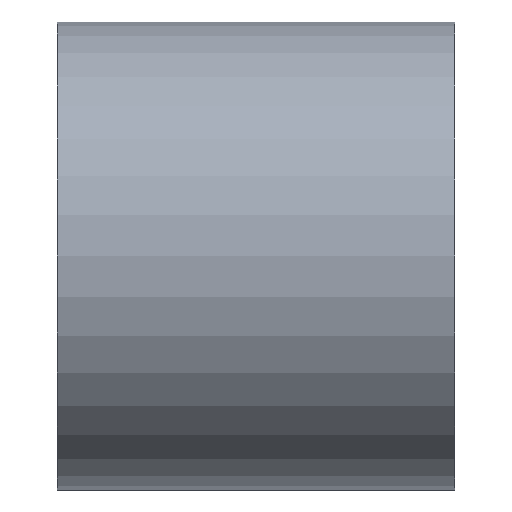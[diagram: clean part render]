
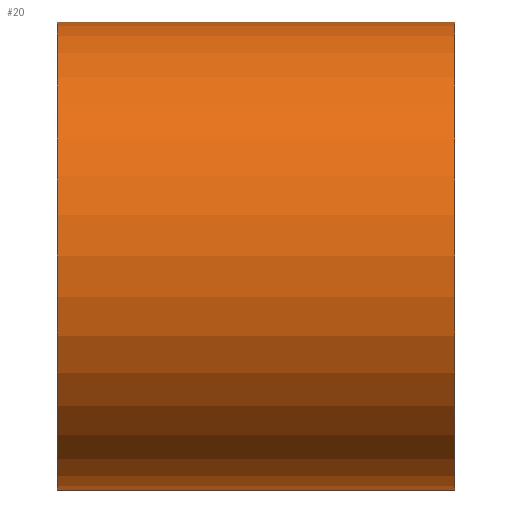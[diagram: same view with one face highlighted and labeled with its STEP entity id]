
A CAD part, left-side view. The second image highlights one B-rep face of the part: STEP entity #20.
In plain terms, the highlighted cylindrical face has radius 2 mm (diameter 4 mm), a partial arc.
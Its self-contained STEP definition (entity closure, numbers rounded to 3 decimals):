
#1 = VERTEX_POINT ( 'NONE', #42 ) ;
#10 = AXIS2_PLACEMENT_3D ( 'NONE', #149, #14, #121 ) ;
#14 = DIRECTION ( 'NONE',  ( 0., -1., 0. ) ) ;
#17 = ORIENTED_EDGE ( 'NONE', *, *, #173, .F. ) ;
#19 = VECTOR ( 'NONE', #58, 1000. ) ;
#20 = ADVANCED_FACE ( 'NONE', ( #53 ), #94, .T. ) ;
#21 = CARTESIAN_POINT ( 'NONE',  ( -1.541, 0., -2. ) ) ;
#33 = CARTESIAN_POINT ( 'NONE',  ( -1.541, 3.4, 2. ) ) ;
#38 = EDGE_CURVE ( 'NONE', #79, #110, #70, .T. ) ;
#42 = CARTESIAN_POINT ( 'NONE',  ( -1.541, 3.4, -2. ) ) ;
#48 = LINE ( 'NONE', #114, #80 ) ;
#53 = FACE_OUTER_BOUND ( 'NONE', #83, .T. ) ;
#54 = CARTESIAN_POINT ( 'NONE',  ( -1.541, 0., 0. ) ) ;
#56 = ORIENTED_EDGE ( 'NONE', *, *, #156, .F. ) ;
#58 = DIRECTION ( 'NONE',  ( 0., -1., 0. ) ) ;
#68 = CIRCLE ( 'NONE', #93, 2. ) ;
#70 = CIRCLE ( 'NONE', #155, 2. ) ;
#79 = VERTEX_POINT ( 'NONE', #21 ) ;
#80 = VECTOR ( 'NONE', #157, 1000. ) ;
#83 = EDGE_LOOP ( 'NONE', ( #56, #17, #163, #134 ) ) ;
#89 = LINE ( 'NONE', #128, #19 ) ;
#93 = AXIS2_PLACEMENT_3D ( 'NONE', #150, #164, #143 ) ;
#94 = CYLINDRICAL_SURFACE ( 'NONE', #10, 2. ) ;
#104 = EDGE_CURVE ( 'NONE', #1, #79, #48, .T. ) ;
#105 = VERTEX_POINT ( 'NONE', #33 ) ;
#106 = DIRECTION ( 'NONE',  ( 0., 1., 0. ) ) ;
#110 = VERTEX_POINT ( 'NONE', #167 ) ;
#114 = CARTESIAN_POINT ( 'NONE',  ( -1.541, 3.4, -2. ) ) ;
#121 = DIRECTION ( 'NONE',  ( 0., 0., -1. ) ) ;
#128 = CARTESIAN_POINT ( 'NONE',  ( -1.541, 3.4, 2. ) ) ;
#134 = ORIENTED_EDGE ( 'NONE', *, *, #38, .T. ) ;
#143 = DIRECTION ( 'NONE',  ( 0., 0., 1. ) ) ;
#149 = CARTESIAN_POINT ( 'NONE',  ( -1.541, 3.4, 0. ) ) ;
#150 = CARTESIAN_POINT ( 'NONE',  ( -1.541, 3.4, 0. ) ) ;
#155 = AXIS2_PLACEMENT_3D ( 'NONE', #54, #106, #168 ) ;
#156 = EDGE_CURVE ( 'NONE', #105, #110, #89, .T. ) ;
#157 = DIRECTION ( 'NONE',  ( 0., -1., 0. ) ) ;
#163 = ORIENTED_EDGE ( 'NONE', *, *, #104, .T. ) ;
#164 = DIRECTION ( 'NONE',  ( 0., 1., 0. ) ) ;
#167 = CARTESIAN_POINT ( 'NONE',  ( -1.541, 0., 2. ) ) ;
#168 = DIRECTION ( 'NONE',  ( 0., 0., 1. ) ) ;
#173 = EDGE_CURVE ( 'NONE', #1, #105, #68, .T. ) ;
